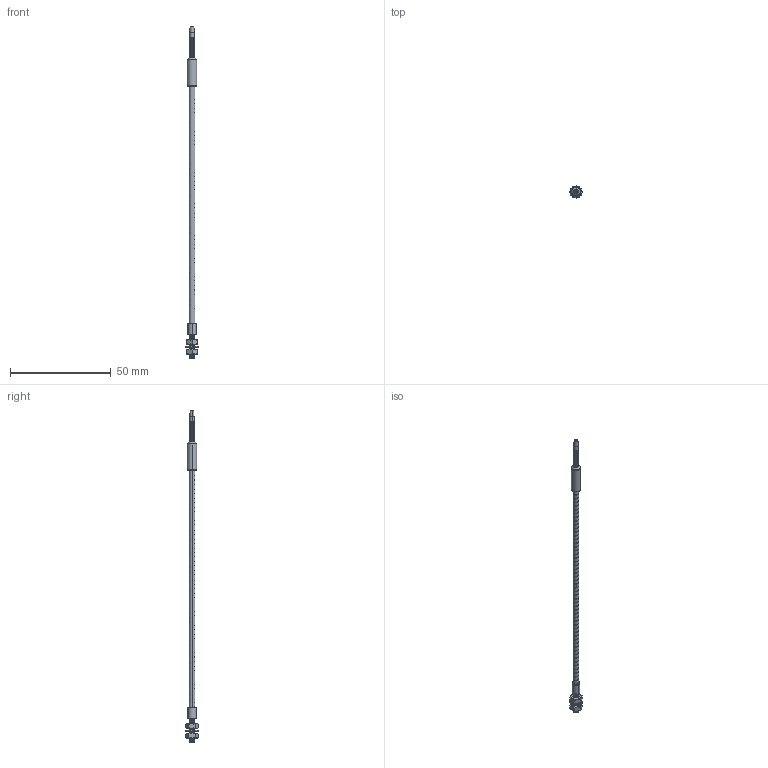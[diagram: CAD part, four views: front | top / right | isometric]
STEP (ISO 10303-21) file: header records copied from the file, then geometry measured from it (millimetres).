
FILE_DESCRIPTION((''),'2;1');
FILE_NAME('193416_ASM','2016-02-17T',('pdmadmin'),(''),'PRO/ENGINEER BY PARAMETRIC TECHNOLOGY CORPORATION, 2013230','PRO/ENGINEER BY PARAMETRIC TECHNOLOGY CORPORATION, 2013230','');
FILE_SCHEMA(('CONFIG_CONTROL_DESIGN'));
Length unit declared in the file: millimetre
Products named in the file (9): 58146; 110533; 110532; 113742; 39254; 39253; FIBER_CORE_020_X_; 71373_ASM; 193416_ASM
Assembly tree (9 placements, depth 3):
  193416_ASM
    71373_ASM
      58146
      110533
      110532
      113742
      39254
      39253  x2
      FIBER_CORE_020_X_
Bounding box: 6 x 6.35 x 165.17 mm (x, y, z)
Volume: 722.6 mm3; surface area: 5252.5 mm2
Topology: 9 solids, 12 shells, 636 faces, 1363 edges, 746 vertices
Faces by surface type: torus 200, cylinder 164, cone 144, bspline 80, plane 48
Entity records: 32803 total; most frequent: CARTESIAN_POINT 19413, DIRECTION 2978, ORIENTED_EDGE 2642, EDGE_CURVE 1325, AXIS2_PLACEMENT_3D 1275, VERTEX_POINT 722, CIRCLE 705, EDGE_LOOP 631
